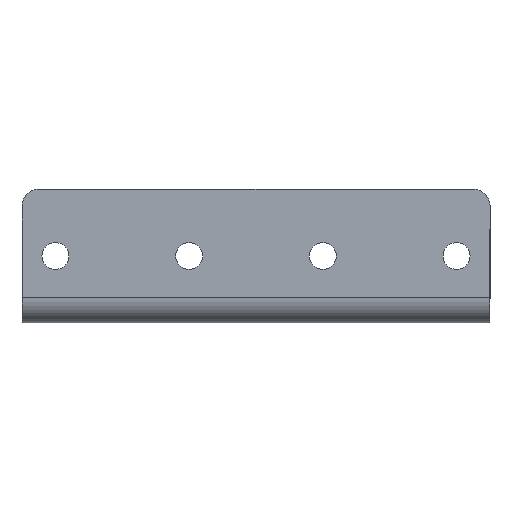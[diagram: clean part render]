
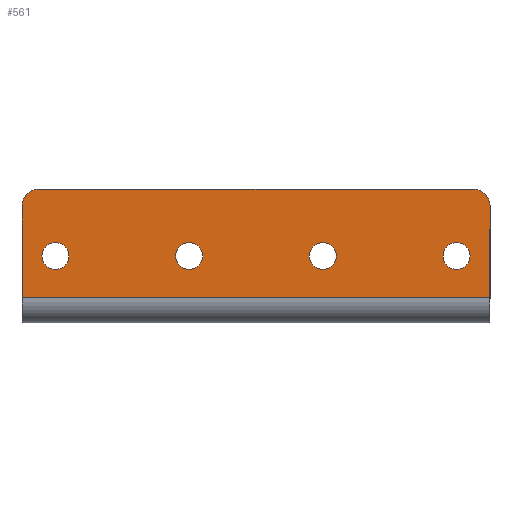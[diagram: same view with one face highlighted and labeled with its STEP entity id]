
A CAD part, front view. The second image highlights one B-rep face of the part: STEP entity #561.
In plain terms, the highlighted planar face has unit normal (0, -1, 0).
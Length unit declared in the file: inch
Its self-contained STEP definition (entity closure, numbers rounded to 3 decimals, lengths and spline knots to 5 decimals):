
#16 = CARTESIAN_POINT ( 'NONE',  ( 3.25, -0.125, -0.5 ) ) ;
#25 = ORIENTED_EDGE ( 'NONE', *, *, #585, .T. ) ;
#41 = VERTEX_POINT ( 'NONE', #1095 ) ;
#42 = DIRECTION ( 'NONE',  ( 0., 1., 0. ) ) ;
#52 = DIRECTION ( 'NONE',  ( 0., 1., 0. ) ) ;
#72 = LINE ( 'NONE', #624, #870 ) ;
#75 = ORIENTED_EDGE ( 'NONE', *, *, #1202, .F. ) ;
#99 = CARTESIAN_POINT ( 'NONE',  ( 0., -0.125, -0.8125 ) ) ;
#102 = ORIENTED_EDGE ( 'NONE', *, *, #1275, .T. ) ;
#129 = VERTEX_POINT ( 'NONE', #1245 ) ;
#132 = VERTEX_POINT ( 'NONE', #99 ) ;
#158 = AXIS2_PLACEMENT_3D ( 'NONE', #894, #364, #777 ) ;
#165 = FACE_BOUND ( 'NONE', #1284, .T. ) ;
#172 = CARTESIAN_POINT ( 'NONE',  ( 0., -0.125, 0. ) ) ;
#173 = ORIENTED_EDGE ( 'NONE', *, *, #385, .T. ) ;
#174 = DIRECTION ( 'NONE',  ( 0., 1., 0. ) ) ;
#180 = CARTESIAN_POINT ( 'NONE',  ( 3.5, -0.125, -0.8125 ) ) ;
#183 = AXIS2_PLACEMENT_3D ( 'NONE', #241, #42, #788 ) ;
#184 = FACE_OUTER_BOUND ( 'NONE', #345, .T. ) ;
#196 = CARTESIAN_POINT ( 'NONE',  ( 3.25, -0.125, -0.6005 ) ) ;
#239 = VERTEX_POINT ( 'NONE', #1186 ) ;
#241 = CARTESIAN_POINT ( 'NONE',  ( 1.25, -0.125, -0.5 ) ) ;
#258 = CARTESIAN_POINT ( 'NONE',  ( 0.125, -0.125, -0.125 ) ) ;
#273 = DIRECTION ( 'NONE',  ( 0., 0., 1. ) ) ;
#281 = DIRECTION ( 'NONE',  ( 1., 0., 0. ) ) ;
#323 = AXIS2_PLACEMENT_3D ( 'NONE', #1381, #1346, #1179 ) ;
#340 = DIRECTION ( 'NONE',  ( 0., 1., 0. ) ) ;
#344 = AXIS2_PLACEMENT_3D ( 'NONE', #258, #460, #687 ) ;
#345 = EDGE_LOOP ( 'NONE', ( #75, #356, #468, #25, #1266, #173 ) ) ;
#350 = ORIENTED_EDGE ( 'NONE', *, *, #776, .T. ) ;
#351 = CARTESIAN_POINT ( 'NONE',  ( 0.25, -0.125, -0.5 ) ) ;
#356 = ORIENTED_EDGE ( 'NONE', *, *, #454, .T. ) ;
#361 = CARTESIAN_POINT ( 'NONE',  ( 3.5, -0.125, 0. ) ) ;
#364 = DIRECTION ( 'NONE',  ( 0., 1., 0. ) ) ;
#385 = EDGE_CURVE ( 'NONE', #1352, #1382, #521, .T. ) ;
#393 = CIRCLE ( 'NONE', #976, 0.1005 ) ;
#401 = EDGE_LOOP ( 'NONE', ( #1265, #1130 ) ) ;
#420 = EDGE_CURVE ( 'NONE', #1064, #41, #953, .T. ) ;
#431 = VERTEX_POINT ( 'NONE', #196 ) ;
#433 = CARTESIAN_POINT ( 'NONE',  ( 0.25, -0.125, -0.3995 ) ) ;
#435 = CARTESIAN_POINT ( 'NONE',  ( 3.5, -0.125, -0.125 ) ) ;
#439 = DIRECTION ( 'NONE',  ( 0., 0., -1. ) ) ;
#450 = AXIS2_PLACEMENT_3D ( 'NONE', #1150, #492, #1030 ) ;
#452 = DIRECTION ( 'NONE',  ( 0., 1., 0. ) ) ;
#454 = EDGE_CURVE ( 'NONE', #132, #601, #72, .T. ) ;
#457 = EDGE_LOOP ( 'NONE', ( #963, #350 ) ) ;
#460 = DIRECTION ( 'NONE',  ( 0., -1., 0. ) ) ;
#468 = ORIENTED_EDGE ( 'NONE', *, *, #1078, .F. ) ;
#491 = CIRCLE ( 'NONE', #183, 0.1005 ) ;
#492 = DIRECTION ( 'NONE',  ( 0., 1., 0. ) ) ;
#493 = DIRECTION ( 'NONE',  ( 0., 0., -1. ) ) ;
#495 = FACE_BOUND ( 'NONE', #401, .T. ) ;
#503 = EDGE_CURVE ( 'NONE', #661, #431, #393, .T. ) ;
#521 = CIRCLE ( 'NONE', #344, 0.125 ) ;
#554 = ORIENTED_EDGE ( 'NONE', *, *, #1050, .T. ) ;
#561 = ADVANCED_FACE ( 'NONE', ( #165, #495, #1043, #621, #184 ), #732, .T. ) ;
#577 = CARTESIAN_POINT ( 'NONE',  ( 3.375, -0.125, -0.125 ) ) ;
#585 = EDGE_CURVE ( 'NONE', #816, #844, #1325, .T. ) ;
#586 = EDGE_CURVE ( 'NONE', #1352, #844, #818, .T. ) ;
#599 = DIRECTION ( 'NONE',  ( 0., 0., 1. ) ) ;
#601 = VERTEX_POINT ( 'NONE', #180 ) ;
#605 = CIRCLE ( 'NONE', #158, 0.1005 ) ;
#609 = CARTESIAN_POINT ( 'NONE',  ( 2.25, -0.125, -0.6005 ) ) ;
#611 = VERTEX_POINT ( 'NONE', #609 ) ;
#621 = FACE_BOUND ( 'NONE', #457, .T. ) ;
#624 = CARTESIAN_POINT ( 'NONE',  ( 0., -0.125, -0.8125 ) ) ;
#648 = AXIS2_PLACEMENT_3D ( 'NONE', #790, #52, #273 ) ;
#649 = AXIS2_PLACEMENT_3D ( 'NONE', #351, #780, #866 ) ;
#661 = VERTEX_POINT ( 'NONE', #975 ) ;
#665 = DIRECTION ( 'NONE',  ( 0., -1., 0. ) ) ;
#681 = CARTESIAN_POINT ( 'NONE',  ( 1.25, -0.125, -0.6005 ) ) ;
#687 = DIRECTION ( 'NONE',  ( 0., 0., -1. ) ) ;
#697 = VECTOR ( 'NONE', #439, 39.37008 ) ;
#709 = EDGE_CURVE ( 'NONE', #929, #239, #991, .T. ) ;
#713 = DIRECTION ( 'NONE',  ( 1., 0., 0. ) ) ;
#720 = CIRCLE ( 'NONE', #649, 0.1005 ) ;
#732 = PLANE ( 'NONE',  #323 ) ;
#772 = ORIENTED_EDGE ( 'NONE', *, *, #420, .T. ) ;
#776 = EDGE_CURVE ( 'NONE', #431, #661, #846, .T. ) ;
#777 = DIRECTION ( 'NONE',  ( 0., 0., 1. ) ) ;
#780 = DIRECTION ( 'NONE',  ( 0., 1., 0. ) ) ;
#788 = DIRECTION ( 'NONE',  ( 0., 0., 1. ) ) ;
#790 = CARTESIAN_POINT ( 'NONE',  ( 1.25, -0.125, -0.5 ) ) ;
#815 = DIRECTION ( 'NONE',  ( 0., 0., 1. ) ) ;
#816 = VERTEX_POINT ( 'NONE', #435 ) ;
#818 = LINE ( 'NONE', #898, #1351 ) ;
#834 = ORIENTED_EDGE ( 'NONE', *, *, #1140, .T. ) ;
#844 = VERTEX_POINT ( 'NONE', #1360 ) ;
#846 = CIRCLE ( 'NONE', #1090, 0.1005 ) ;
#866 = DIRECTION ( 'NONE',  ( 0., 0., 1. ) ) ;
#869 = DIRECTION ( 'NONE',  ( 0., 0., 1. ) ) ;
#870 = VECTOR ( 'NONE', #281, 39.37008 ) ;
#894 = CARTESIAN_POINT ( 'NONE',  ( 2.25, -0.125, -0.5 ) ) ;
#898 = CARTESIAN_POINT ( 'NONE',  ( 0., -0.125, 0. ) ) ;
#915 = CARTESIAN_POINT ( 'NONE',  ( 3.25, -0.125, -0.5 ) ) ;
#929 = VERTEX_POINT ( 'NONE', #681 ) ;
#953 = CIRCLE ( 'NONE', #450, 0.1005 ) ;
#963 = ORIENTED_EDGE ( 'NONE', *, *, #503, .T. ) ;
#972 = LINE ( 'NONE', #361, #697 ) ;
#975 = CARTESIAN_POINT ( 'NONE',  ( 3.25, -0.125, -0.3995 ) ) ;
#976 = AXIS2_PLACEMENT_3D ( 'NONE', #915, #174, #599 ) ;
#988 = LINE ( 'NONE', #172, #1163 ) ;
#991 = CIRCLE ( 'NONE', #648, 0.1005 ) ;
#1030 = DIRECTION ( 'NONE',  ( 0., 0., 1. ) ) ;
#1043 = FACE_BOUND ( 'NONE', #1073, .T. ) ;
#1045 = CIRCLE ( 'NONE', #1297, 0.1005 ) ;
#1050 = EDGE_CURVE ( 'NONE', #611, #129, #1045, .T. ) ;
#1064 = VERTEX_POINT ( 'NONE', #433 ) ;
#1070 = CARTESIAN_POINT ( 'NONE',  ( 0., -0.125, -0.125 ) ) ;
#1073 = EDGE_LOOP ( 'NONE', ( #102, #554 ) ) ;
#1078 = EDGE_CURVE ( 'NONE', #816, #601, #972, .T. ) ;
#1090 = AXIS2_PLACEMENT_3D ( 'NONE', #16, #340, #869 ) ;
#1095 = CARTESIAN_POINT ( 'NONE',  ( 0.25, -0.125, -0.6005 ) ) ;
#1106 = EDGE_CURVE ( 'NONE', #239, #929, #491, .T. ) ;
#1130 = ORIENTED_EDGE ( 'NONE', *, *, #709, .T. ) ;
#1140 = EDGE_CURVE ( 'NONE', #41, #1064, #720, .T. ) ;
#1150 = CARTESIAN_POINT ( 'NONE',  ( 0.25, -0.125, -0.5 ) ) ;
#1163 = VECTOR ( 'NONE', #815, 39.37008 ) ;
#1171 = AXIS2_PLACEMENT_3D ( 'NONE', #577, #665, #493 ) ;
#1179 = DIRECTION ( 'NONE',  ( 0., 0., -1. ) ) ;
#1186 = CARTESIAN_POINT ( 'NONE',  ( 1.25, -0.125, -0.3995 ) ) ;
#1202 = EDGE_CURVE ( 'NONE', #132, #1382, #988, .T. ) ;
#1206 = CARTESIAN_POINT ( 'NONE',  ( 2.25, -0.125, -0.5 ) ) ;
#1210 = CARTESIAN_POINT ( 'NONE',  ( 0.125, -0.125, 0. ) ) ;
#1245 = CARTESIAN_POINT ( 'NONE',  ( 2.25, -0.125, -0.3995 ) ) ;
#1265 = ORIENTED_EDGE ( 'NONE', *, *, #1106, .T. ) ;
#1266 = ORIENTED_EDGE ( 'NONE', *, *, #586, .F. ) ;
#1275 = EDGE_CURVE ( 'NONE', #129, #611, #605, .T. ) ;
#1284 = EDGE_LOOP ( 'NONE', ( #772, #834 ) ) ;
#1297 = AXIS2_PLACEMENT_3D ( 'NONE', #1206, #452, #1316 ) ;
#1316 = DIRECTION ( 'NONE',  ( 0., 0., 1. ) ) ;
#1325 = CIRCLE ( 'NONE', #1171, 0.125 ) ;
#1346 = DIRECTION ( 'NONE',  ( 0., -1., 0. ) ) ;
#1351 = VECTOR ( 'NONE', #713, 39.37008 ) ;
#1352 = VERTEX_POINT ( 'NONE', #1210 ) ;
#1360 = CARTESIAN_POINT ( 'NONE',  ( 3.375, -0.125, 0. ) ) ;
#1381 = CARTESIAN_POINT ( 'NONE',  ( 0., -0.125, 0. ) ) ;
#1382 = VERTEX_POINT ( 'NONE', #1070 ) ;
